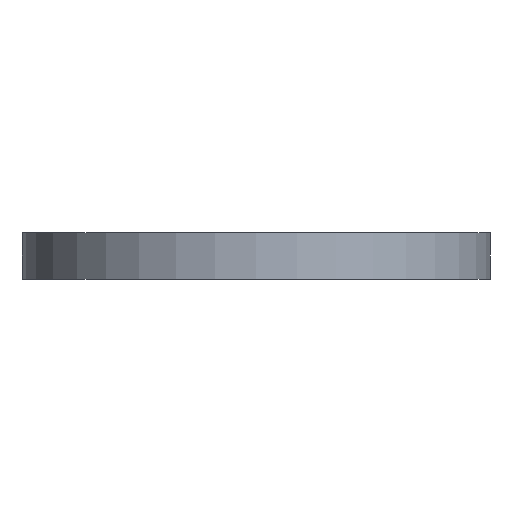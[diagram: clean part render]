
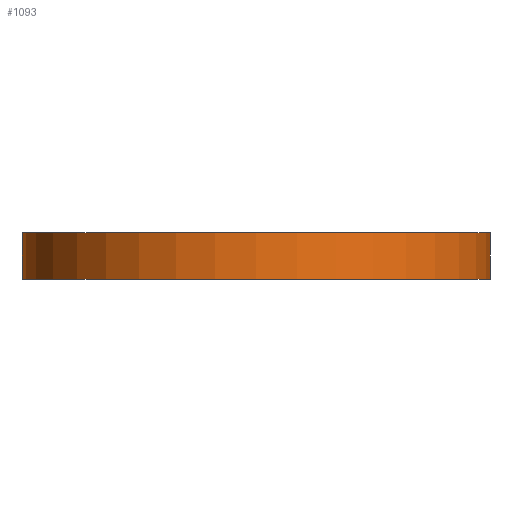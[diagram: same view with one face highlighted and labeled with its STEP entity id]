
A CAD part, left-side view. The second image highlights one B-rep face of the part: STEP entity #1093.
In plain terms, the highlighted cylindrical face has radius 15 mm (diameter 30 mm), a partial arc.
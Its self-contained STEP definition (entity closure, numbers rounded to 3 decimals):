
#1052=CARTESIAN_POINT('',(15.,-15.,0.0));
#1053=DIRECTION('',(0.0,0.0,1.0));
#1054=DIRECTION('',(0.0,1.0,0.0));
#1055=AXIS2_PLACEMENT_3D('',#1052,#1053,#1054);
#1056=CYLINDRICAL_SURFACE('',#1055,15.);
#1057=CARTESIAN_POINT('',(15.0,-30.0,3.0));
#1058=VERTEX_POINT('',#1057);
#1059=CARTESIAN_POINT('',(15.,0.,3.0));
#1060=VERTEX_POINT('',#1059);
#1061=CARTESIAN_POINT('',(15.,-15.,3.0));
#1062=DIRECTION('',(0.0,0.0,-1.0));
#1063=DIRECTION('',(0.0,1.0,0.0));
#1064=AXIS2_PLACEMENT_3D('',#1061,#1062,#1063);
#1065=CIRCLE('',#1064,15.);
#1066=EDGE_CURVE('',#1058,#1060,#1065,.T.);
#1067=ORIENTED_EDGE('',*,*,#1066,.T.);
#1068=CARTESIAN_POINT('',(15.,0.,0.0));
#1069=VERTEX_POINT('',#1068);
#1070=CARTESIAN_POINT('',(15.,0.,0.0));
#1071=DIRECTION('',(0.0,0.0,1.0));
#1072=VECTOR('',#1071,3.0);
#1073=LINE('',#1070,#1072);
#1074=EDGE_CURVE('',#1069,#1060,#1073,.T.);
#1075=ORIENTED_EDGE('',*,*,#1074,.F.);
#1076=CARTESIAN_POINT('',(15.0,-30.0,0.0));
#1077=VERTEX_POINT('',#1076);
#1078=CARTESIAN_POINT('',(15.,-15.,0.0));
#1079=DIRECTION('',(0.0,0.0,1.0));
#1080=DIRECTION('',(-1.0,0.0,0.0));
#1081=AXIS2_PLACEMENT_3D('',#1078,#1079,#1080);
#1082=CIRCLE('',#1081,15.);
#1083=EDGE_CURVE('',#1069,#1077,#1082,.T.);
#1084=ORIENTED_EDGE('',*,*,#1083,.T.);
#1085=CARTESIAN_POINT('',(15.0,-30.0,0.0));
#1086=DIRECTION('',(0.0,0.0,1.0));
#1087=VECTOR('',#1086,3.0);
#1088=LINE('',#1085,#1087);
#1089=EDGE_CURVE('',#1077,#1058,#1088,.T.);
#1090=ORIENTED_EDGE('',*,*,#1089,.T.);
#1091=EDGE_LOOP('',(#1067,#1075,#1084,#1090));
#1092=FACE_OUTER_BOUND('',#1091,.T.);
#1093=ADVANCED_FACE('',(#1092),#1056,.T.);
